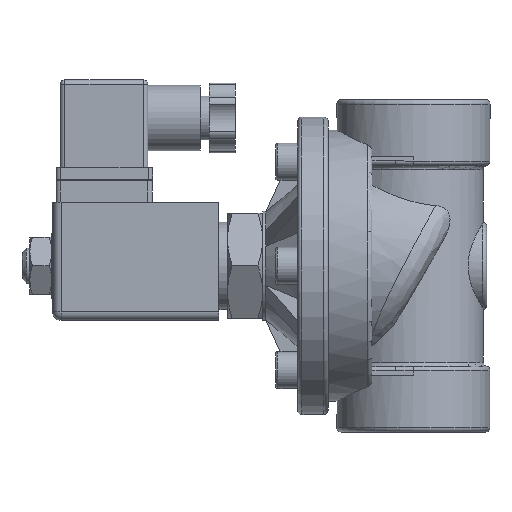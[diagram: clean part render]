
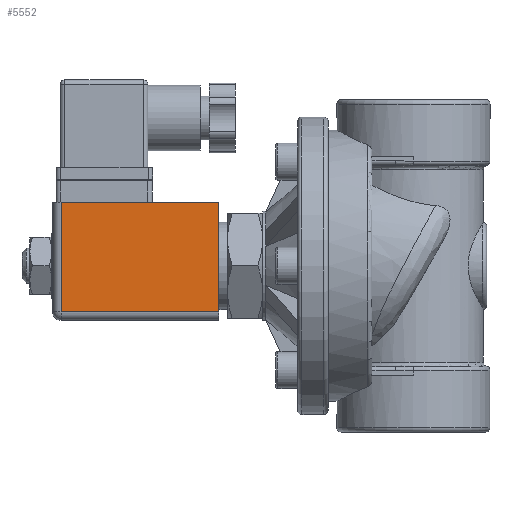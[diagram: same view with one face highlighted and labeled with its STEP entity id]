
A CAD part, left-side view. The second image highlights one B-rep face of the part: STEP entity #5552.
In plain terms, the highlighted planar face has unit normal (-1, 0, 0).
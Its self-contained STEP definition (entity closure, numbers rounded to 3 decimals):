
#887=PLANE('',#6157);
#1144=LINE('',#10847,#1431);
#1147=LINE('',#10854,#1434);
#1154=LINE('',#10879,#1441);
#1155=LINE('',#10880,#1442);
#1431=VECTOR('',#7253,10.);
#1434=VECTOR('',#7260,10.);
#1441=VECTOR('',#7287,10.);
#1442=VECTOR('',#7288,10.);
#1784=FACE_OUTER_BOUND('',#2139,.T.);
#2139=EDGE_LOOP('',(#4862,#4863,#4864,#4865));
#2796=VERTEX_POINT('',#10840);
#2798=VERTEX_POINT('',#10845);
#2799=VERTEX_POINT('',#10850);
#2808=VERTEX_POINT('',#10878);
#3505=EDGE_CURVE('',#2798,#2796,#1144,.T.);
#3509=EDGE_CURVE('',#2796,#2799,#1147,.T.);
#3521=EDGE_CURVE('',#2798,#2808,#1154,.T.);
#3522=EDGE_CURVE('',#2808,#2799,#1155,.T.);
#4862=ORIENTED_EDGE('',*,*,#3509,.F.);
#4863=ORIENTED_EDGE('',*,*,#3505,.F.);
#4864=ORIENTED_EDGE('',*,*,#3521,.T.);
#4865=ORIENTED_EDGE('',*,*,#3522,.T.);
#5552=ADVANCED_FACE('',(#1784),#887,.T.);
#6157=AXIS2_PLACEMENT_3D('',#10877,#7285,#7286);
#7253=DIRECTION('',(0.,1.,0.));
#7260=DIRECTION('',(0.,0.,1.));
#7285=DIRECTION('center_axis',(-1.,0.,0.));
#7286=DIRECTION('ref_axis',(0.,0.,1.));
#7287=DIRECTION('',(0.,0.,1.));
#7288=DIRECTION('',(0.,1.,0.));
#10840=CARTESIAN_POINT('',(-12.5,38.,-10.5));
#10845=CARTESIAN_POINT('',(-12.5,2.,-10.5));
#10847=CARTESIAN_POINT('',(-12.5,2.,-10.5));
#10850=CARTESIAN_POINT('',(-12.5,38.,14.5));
#10854=CARTESIAN_POINT('',(-12.5,38.,-5.75));
#10877=CARTESIAN_POINT('Origin',(-12.5,2.,-12.5));
#10878=CARTESIAN_POINT('',(-12.5,2.,14.5));
#10879=CARTESIAN_POINT('',(-12.5,2.,-12.5));
#10880=CARTESIAN_POINT('',(-12.5,2.,14.5));
